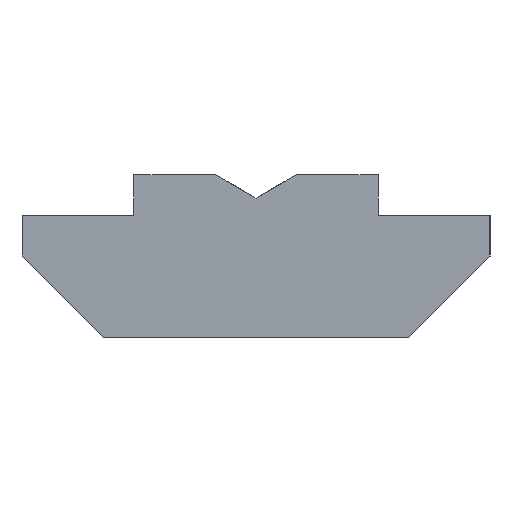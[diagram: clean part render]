
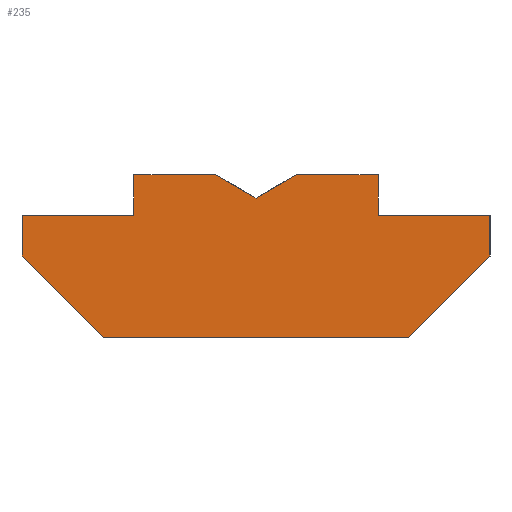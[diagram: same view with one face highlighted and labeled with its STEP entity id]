
A CAD part, left-side view. The second image highlights one B-rep face of the part: STEP entity #235.
In plain terms, the highlighted planar face has unit normal (-1, 0, 0).
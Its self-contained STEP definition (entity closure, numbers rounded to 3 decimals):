
#11 = CARTESIAN_POINT ( 'NONE',  ( -6., 6.537, -1.213 ) ) ;
#13 = EDGE_CURVE ( 'NONE', #227, #147, #239, .T. ) ;
#15 = VECTOR ( 'NONE', #711, 1000. ) ;
#16 = PLANE ( 'NONE',  #72 ) ;
#23 = LINE ( 'NONE', #935, #560 ) ;
#27 = DIRECTION ( 'NONE',  ( 0., 1., 0. ) ) ;
#50 = CARTESIAN_POINT ( 'NONE',  ( -6., 1.95, 0. ) ) ;
#69 = DIRECTION ( 'NONE',  ( 0., 0.866, -0.5 ) ) ;
#72 = AXIS2_PLACEMENT_3D ( 'NONE', #688, #395, #391 ) ;
#73 = VECTOR ( 'NONE', #540, 1000. ) ;
#101 = CARTESIAN_POINT ( 'NONE',  ( -6., -3.75, -4. ) ) ;
#113 = CARTESIAN_POINT ( 'NONE',  ( -6., -5.75, -1. ) ) ;
#116 = CARTESIAN_POINT ( 'NONE',  ( -6., 3., 0. ) ) ;
#118 = VECTOR ( 'NONE', #781, 1000. ) ;
#147 = VERTEX_POINT ( 'NONE', #320 ) ;
#156 = LINE ( 'NONE', #438, #392 ) ;
#167 = VECTOR ( 'NONE', #866, 1000. ) ;
#184 = ORIENTED_EDGE ( 'NONE', *, *, #679, .T. ) ;
#188 = CARTESIAN_POINT ( 'NONE',  ( -6., 0., -0.577 ) ) ;
#190 = CARTESIAN_POINT ( 'NONE',  ( -6., -1., 0. ) ) ;
#192 = ORIENTED_EDGE ( 'NONE', *, *, #461, .T. ) ;
#226 = LINE ( 'NONE', #11, #669 ) ;
#227 = VERTEX_POINT ( 'NONE', #647 ) ;
#235 = ADVANCED_FACE ( 'NONE', ( #491 ), #16, .F. ) ;
#239 = LINE ( 'NONE', #282, #572 ) ;
#247 = CARTESIAN_POINT ( 'NONE',  ( -6., -2.087, -5.662 ) ) ;
#255 = DIRECTION ( 'NONE',  ( 0., 0., -1. ) ) ;
#262 = EDGE_CURVE ( 'NONE', #301, #521, #985, .T. ) ;
#271 = EDGE_CURVE ( 'NONE', #498, #831, #226, .T. ) ;
#282 = CARTESIAN_POINT ( 'NONE',  ( -6., 0.775, -1. ) ) ;
#301 = VERTEX_POINT ( 'NONE', #841 ) ;
#304 = ORIENTED_EDGE ( 'NONE', *, *, #13, .T. ) ;
#316 = LINE ( 'NONE', #569, #167 ) ;
#320 = CARTESIAN_POINT ( 'NONE',  ( -6., 5.75, -1. ) ) ;
#327 = EDGE_CURVE ( 'NONE', #147, #498, #680, .T. ) ;
#351 = CARTESIAN_POINT ( 'NONE',  ( -6., 3.75, -4. ) ) ;
#361 = LINE ( 'NONE', #690, #541 ) ;
#363 = CARTESIAN_POINT ( 'NONE',  ( -6., -5.75, -2. ) ) ;
#370 = VERTEX_POINT ( 'NONE', #101 ) ;
#384 = ORIENTED_EDGE ( 'NONE', *, *, #423, .T. ) ;
#387 = CARTESIAN_POINT ( 'NONE',  ( -6., 0.775, -1. ) ) ;
#388 = DIRECTION ( 'NONE',  ( 0., 1., 0. ) ) ;
#391 = DIRECTION ( 'NONE',  ( 0., 1., 0. ) ) ;
#392 = VECTOR ( 'NONE', #965, 1000. ) ;
#394 = ORIENTED_EDGE ( 'NONE', *, *, #575, .T. ) ;
#395 = DIRECTION ( 'NONE',  ( 1., 0., 0. ) ) ;
#412 = ORIENTED_EDGE ( 'NONE', *, *, #802, .T. ) ;
#413 = VERTEX_POINT ( 'NONE', #851 ) ;
#423 = EDGE_CURVE ( 'NONE', #549, #719, #23, .T. ) ;
#435 = ORIENTED_EDGE ( 'NONE', *, *, #327, .T. ) ;
#438 = CARTESIAN_POINT ( 'NONE',  ( -6., 5.325, -4. ) ) ;
#448 = CARTESIAN_POINT ( 'NONE',  ( -6., 5.75, -2. ) ) ;
#450 = CARTESIAN_POINT ( 'NONE',  ( -6., -3., -1. ) ) ;
#452 = VECTOR ( 'NONE', #388, 1000. ) ;
#461 = EDGE_CURVE ( 'NONE', #719, #735, #783, .T. ) ;
#491 = FACE_OUTER_BOUND ( 'NONE', #645, .T. ) ;
#495 = LINE ( 'NONE', #113, #683 ) ;
#498 = VERTEX_POINT ( 'NONE', #448 ) ;
#518 = CARTESIAN_POINT ( 'NONE',  ( -6., -3., 0. ) ) ;
#521 = VERTEX_POINT ( 'NONE', #450 ) ;
#537 = VERTEX_POINT ( 'NONE', #363 ) ;
#540 = DIRECTION ( 'NONE',  ( 0., 0., -1. ) ) ;
#541 = VECTOR ( 'NONE', #255, 1000. ) ;
#549 = VERTEX_POINT ( 'NONE', #518 ) ;
#560 = VECTOR ( 'NONE', #27, 1000. ) ;
#569 = CARTESIAN_POINT ( 'NONE',  ( -6., -3., -0.5 ) ) ;
#572 = VECTOR ( 'NONE', #612, 1000. ) ;
#575 = EDGE_CURVE ( 'NONE', #735, #413, #973, .T. ) ;
#587 = EDGE_CURVE ( 'NONE', #724, #227, #361, .T. ) ;
#597 = LINE ( 'NONE', #247, #118 ) ;
#612 = DIRECTION ( 'NONE',  ( 0., 1., 0. ) ) ;
#645 = EDGE_LOOP ( 'NONE', ( #798, #777, #384, #192, #394, #916, #677, #304, #435, #809, #708, #184, #412 ) ) ;
#647 = CARTESIAN_POINT ( 'NONE',  ( -6., 3., -1. ) ) ;
#657 = DIRECTION ( 'NONE',  ( 0., 0., 1. ) ) ;
#669 = VECTOR ( 'NONE', #832, 1000. ) ;
#677 = ORIENTED_EDGE ( 'NONE', *, *, #587, .T. ) ;
#679 = EDGE_CURVE ( 'NONE', #370, #537, #597, .T. ) ;
#680 = LINE ( 'NONE', #757, #73 ) ;
#683 = VECTOR ( 'NONE', #657, 1000. ) ;
#688 = CARTESIAN_POINT ( 'NONE',  ( -6., 6.9, 0. ) ) ;
#690 = CARTESIAN_POINT ( 'NONE',  ( -6., 3., 0. ) ) ;
#691 = VECTOR ( 'NONE', #69, 1000. ) ;
#703 = CARTESIAN_POINT ( 'NONE',  ( -6., 2.837, 1.061 ) ) ;
#708 = ORIENTED_EDGE ( 'NONE', *, *, #814, .T. ) ;
#711 = DIRECTION ( 'NONE',  ( 0., 1., 0. ) ) ;
#719 = VERTEX_POINT ( 'NONE', #190 ) ;
#724 = VERTEX_POINT ( 'NONE', #116 ) ;
#735 = VERTEX_POINT ( 'NONE', #188 ) ;
#751 = EDGE_CURVE ( 'NONE', #413, #724, #842, .T. ) ;
#757 = CARTESIAN_POINT ( 'NONE',  ( -6., 5.75, -0.5 ) ) ;
#766 = EDGE_CURVE ( 'NONE', #521, #549, #316, .T. ) ;
#767 = VECTOR ( 'NONE', #940, 1000. ) ;
#777 = ORIENTED_EDGE ( 'NONE', *, *, #766, .T. ) ;
#781 = DIRECTION ( 'NONE',  ( 0., -0.707, 0.707 ) ) ;
#783 = LINE ( 'NONE', #909, #691 ) ;
#798 = ORIENTED_EDGE ( 'NONE', *, *, #262, .T. ) ;
#802 = EDGE_CURVE ( 'NONE', #537, #301, #495, .T. ) ;
#809 = ORIENTED_EDGE ( 'NONE', *, *, #271, .T. ) ;
#814 = EDGE_CURVE ( 'NONE', #831, #370, #156, .T. ) ;
#831 = VERTEX_POINT ( 'NONE', #351 ) ;
#832 = DIRECTION ( 'NONE',  ( 0., -0.707, -0.707 ) ) ;
#841 = CARTESIAN_POINT ( 'NONE',  ( -6., -5.75, -1. ) ) ;
#842 = LINE ( 'NONE', #50, #15 ) ;
#851 = CARTESIAN_POINT ( 'NONE',  ( -6., 1., 0. ) ) ;
#866 = DIRECTION ( 'NONE',  ( 0., 0., 1. ) ) ;
#909 = CARTESIAN_POINT ( 'NONE',  ( -6., 2.021, -1.744 ) ) ;
#916 = ORIENTED_EDGE ( 'NONE', *, *, #751, .T. ) ;
#935 = CARTESIAN_POINT ( 'NONE',  ( -6., 1.95, 0. ) ) ;
#940 = DIRECTION ( 'NONE',  ( 0., 0.866, 0.5 ) ) ;
#965 = DIRECTION ( 'NONE',  ( 0., -1., 0. ) ) ;
#973 = LINE ( 'NONE', #703, #767 ) ;
#985 = LINE ( 'NONE', #387, #452 ) ;
